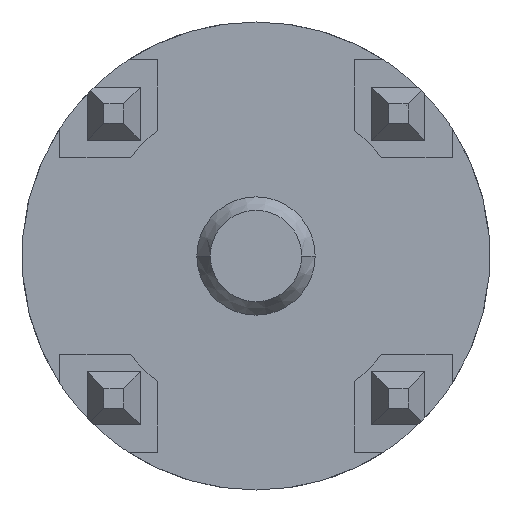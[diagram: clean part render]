
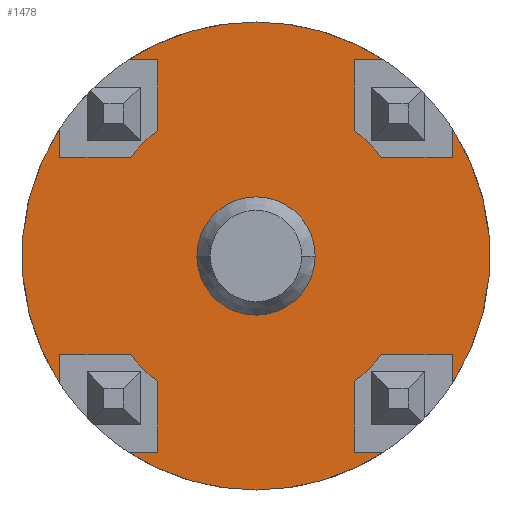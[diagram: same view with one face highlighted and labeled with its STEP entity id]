
A CAD part, left-side view. The second image highlights one B-rep face of the part: STEP entity #1478.
In plain terms, the highlighted planar face has unit normal (-1, 0, 0).
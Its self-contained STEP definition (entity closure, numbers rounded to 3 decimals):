
#52=DIRECTION('',(0.,0.,-1.));
#53=VECTOR('',#52,1.257);
#54=CARTESIAN_POINT('',(0.57,1.75,-2.243));
#55=LINE('',#54,#53);
#60=CARTESIAN_POINT('',(0.57,0.,0.));
#61=DIRECTION('',(1.,0.,0.));
#62=DIRECTION('',(0.,0.615,-0.788));
#63=AXIS2_PLACEMENT_3D('',#60,#61,#62);
#65=DIRECTION('',(0.,-1.,0.));
#66=VECTOR('',#65,1.257);
#67=CARTESIAN_POINT('',(0.57,3.5,1.75));
#68=LINE('',#67,#66);
#69=DIRECTION('',(0.,-1.,0.));
#70=VECTOR('',#69,0.526);
#71=CARTESIAN_POINT('',(0.57,2.276,3.5));
#72=LINE('',#71,#70);
#73=CARTESIAN_POINT('',(0.57,0.,0.));
#74=DIRECTION('',(1.,0.,0.));
#75=DIRECTION('',(0.,0.545,0.838));
#76=AXIS2_PLACEMENT_3D('',#73,#74,#75);
#78=CARTESIAN_POINT('',(0.57,0.,0.));
#79=DIRECTION('',(1.,0.,0.));
#80=DIRECTION('',(0.,0.,1.));
#81=AXIS2_PLACEMENT_3D('',#78,#79,#80);
#83=DIRECTION('',(0.,-1.,0.));
#84=VECTOR('',#83,0.526);
#85=CARTESIAN_POINT('',(0.57,-1.75,3.5));
#86=LINE('',#85,#84);
#87=DIRECTION('',(0.,0.,-1.));
#88=VECTOR('',#87,1.257);
#89=CARTESIAN_POINT('',(0.57,-1.75,3.5));
#90=LINE('',#89,#88);
#91=DIRECTION('',(0.,-1.,0.));
#92=VECTOR('',#91,1.257);
#93=CARTESIAN_POINT('',(0.57,-2.243,1.75));
#94=LINE('',#93,#92);
#95=DIRECTION('',(0.,0.,-1.));
#96=VECTOR('',#95,0.526);
#97=CARTESIAN_POINT('',(0.57,-3.5,2.276));
#98=LINE('',#97,#96);
#99=CARTESIAN_POINT('',(0.57,0.,0.));
#100=DIRECTION('',(1.,0.,0.));
#101=DIRECTION('',(0.,-0.838,0.545));
#102=AXIS2_PLACEMENT_3D('',#99,#100,#101);
#104=DIRECTION('',(0.,0.,-1.));
#105=VECTOR('',#104,0.526);
#106=CARTESIAN_POINT('',(0.57,-3.5,-1.75));
#107=LINE('',#106,#105);
#108=DIRECTION('',(0.,0.,-1.));
#109=VECTOR('',#108,1.257);
#110=CARTESIAN_POINT('',(0.57,-1.75,-2.243));
#111=LINE('',#110,#109);
#112=DIRECTION('',(0.,1.,0.));
#113=VECTOR('',#112,0.526);
#114=CARTESIAN_POINT('',(0.57,-2.276,-3.5));
#115=LINE('',#114,#113);
#116=CARTESIAN_POINT('',(0.57,0.,0.));
#117=DIRECTION('',(1.,0.,0.));
#118=DIRECTION('',(0.,-0.545,-0.838));
#119=AXIS2_PLACEMENT_3D('',#116,#117,#118);
#121=CARTESIAN_POINT('',(0.57,0.,0.));
#122=DIRECTION('',(1.,0.,0.));
#123=DIRECTION('',(0.,0.,-1.));
#124=AXIS2_PLACEMENT_3D('',#121,#122,#123);
#126=DIRECTION('',(0.,1.,0.));
#127=VECTOR('',#126,0.526);
#128=CARTESIAN_POINT('',(0.57,1.75,-3.5));
#129=LINE('',#128,#127);
#130=DIRECTION('',(0.,0.,1.));
#131=VECTOR('',#130,0.526);
#132=CARTESIAN_POINT('',(0.57,3.5,-2.276));
#133=LINE('',#132,#131);
#134=CARTESIAN_POINT('',(0.57,0.,0.));
#135=DIRECTION('',(1.,0.,0.));
#136=DIRECTION('',(0.,0.838,-0.545));
#137=AXIS2_PLACEMENT_3D('',#134,#135,#136);
#139=DIRECTION('',(0.,0.,1.));
#140=VECTOR('',#139,0.526);
#141=CARTESIAN_POINT('',(0.57,3.5,1.75));
#142=LINE('',#141,#140);
#143=CARTESIAN_POINT('',(0.57,0.,0.));
#144=DIRECTION('',(-1.,0.,0.));
#145=DIRECTION('',(0.,1.,0.));
#146=AXIS2_PLACEMENT_3D('',#143,#144,#145);
#148=CARTESIAN_POINT('',(0.57,0.,0.));
#149=DIRECTION('',(-1.,0.,0.));
#150=DIRECTION('',(0.,-1.,0.));
#151=AXIS2_PLACEMENT_3D('',#148,#149,#150);
#161=CARTESIAN_POINT('',(0.57,0.,0.));
#162=DIRECTION('',(1.,0.,0.));
#163=DIRECTION('',(0.,0.788,0.615));
#164=AXIS2_PLACEMENT_3D('',#161,#162,#163);
#580=DIRECTION('',(0.,-1.,0.));
#581=VECTOR('',#580,1.257);
#582=CARTESIAN_POINT('',(0.57,-2.243,-1.75));
#583=LINE('',#582,#581);
#588=CARTESIAN_POINT('',(0.57,0.,0.));
#589=DIRECTION('',(1.,0.,0.));
#590=DIRECTION('',(0.,-0.788,-0.615));
#591=AXIS2_PLACEMENT_3D('',#588,#589,#590);
#734=CARTESIAN_POINT('',(0.57,0.,0.));
#735=DIRECTION('',(1.,0.,0.));
#736=DIRECTION('',(0.,-0.615,0.788));
#737=AXIS2_PLACEMENT_3D('',#734,#735,#736);
#911=DIRECTION('',(0.,-1.,0.));
#912=VECTOR('',#911,1.257);
#913=CARTESIAN_POINT('',(0.57,3.5,-1.75));
#914=LINE('',#913,#912);
#1001=DIRECTION('',(0.,0.,-1.));
#1002=VECTOR('',#1001,1.257);
#1003=CARTESIAN_POINT('',(0.57,1.75,3.5));
#1004=LINE('',#1003,#1002);
#1190=CARTESIAN_POINT('',(0.57,0.,-4.175));
#1192=VERTEX_POINT('',#1190);
#1194=CARTESIAN_POINT('',(0.57,0.,4.175));
#1196=VERTEX_POINT('',#1194);
#1233=CARTESIAN_POINT('',(0.57,-1.75,3.5));
#1234=VERTEX_POINT('',#1233);
#1235=CARTESIAN_POINT('',(0.57,-1.75,-3.5));
#1236=VERTEX_POINT('',#1235);
#1237=CARTESIAN_POINT('',(0.57,1.75,3.5));
#1238=VERTEX_POINT('',#1237);
#1239=CARTESIAN_POINT('',(0.57,1.75,-3.5));
#1240=VERTEX_POINT('',#1239);
#1241=CARTESIAN_POINT('',(0.57,-3.5,1.75));
#1242=VERTEX_POINT('',#1241);
#1243=CARTESIAN_POINT('',(0.57,3.5,1.75));
#1244=VERTEX_POINT('',#1243);
#1245=CARTESIAN_POINT('',(0.57,-3.5,-1.75));
#1246=VERTEX_POINT('',#1245);
#1247=CARTESIAN_POINT('',(0.57,3.5,-1.75));
#1248=VERTEX_POINT('',#1247);
#1249=CARTESIAN_POINT('',(0.57,-2.276,3.5));
#1250=VERTEX_POINT('',#1249);
#1251=CARTESIAN_POINT('',(0.57,-3.5,2.276));
#1252=VERTEX_POINT('',#1251);
#1253=CARTESIAN_POINT('',(0.57,-3.5,-2.276));
#1254=VERTEX_POINT('',#1253);
#1255=CARTESIAN_POINT('',(0.57,-2.276,-3.5));
#1256=VERTEX_POINT('',#1255);
#1257=CARTESIAN_POINT('',(0.57,2.276,3.5));
#1258=VERTEX_POINT('',#1257);
#1259=CARTESIAN_POINT('',(0.57,2.276,-3.5));
#1260=VERTEX_POINT('',#1259);
#1261=CARTESIAN_POINT('',(0.57,3.5,-2.276));
#1262=VERTEX_POINT('',#1261);
#1263=CARTESIAN_POINT('',(0.57,3.5,2.276));
#1264=VERTEX_POINT('',#1263);
#1269=CARTESIAN_POINT('',(0.57,-1.75,2.243));
#1270=CARTESIAN_POINT('',(0.57,-2.243,1.75));
#1271=VERTEX_POINT('',#1269);
#1272=VERTEX_POINT('',#1270);
#1273=CARTESIAN_POINT('',(0.57,-2.243,-1.75));
#1274=CARTESIAN_POINT('',(0.57,-1.75,-2.243));
#1275=VERTEX_POINT('',#1273);
#1276=VERTEX_POINT('',#1274);
#1277=CARTESIAN_POINT('',(0.57,1.75,-2.243));
#1278=CARTESIAN_POINT('',(0.57,2.243,-1.75));
#1279=VERTEX_POINT('',#1277);
#1280=VERTEX_POINT('',#1278);
#1281=CARTESIAN_POINT('',(0.57,2.243,1.75));
#1282=CARTESIAN_POINT('',(0.57,1.75,2.243));
#1283=VERTEX_POINT('',#1281);
#1284=VERTEX_POINT('',#1282);
#1335=CARTESIAN_POINT('',(0.57,1.055,0.));
#1336=CARTESIAN_POINT('',(0.57,-1.055,0.));
#1337=VERTEX_POINT('',#1335);
#1338=VERTEX_POINT('',#1336);
#1416=CARTESIAN_POINT('',(0.57,-1.75,5.01));
#1417=DIRECTION('',(1.,0.,0.));
#1418=DIRECTION('',(0.,1.,0.));
#1419=AXIS2_PLACEMENT_3D('',#1416,#1417,#1418);
#1420=PLANE('',#1419);
#1422=ORIENTED_EDGE('',*,*,#1421,.T.);
#1424=ORIENTED_EDGE('',*,*,#1423,.T.);
#1426=ORIENTED_EDGE('',*,*,#1425,.F.);
#1428=ORIENTED_EDGE('',*,*,#1427,.F.);
#1430=ORIENTED_EDGE('',*,*,#1429,.T.);
#1432=ORIENTED_EDGE('',*,*,#1431,.T.);
#1434=ORIENTED_EDGE('',*,*,#1433,.F.);
#1436=ORIENTED_EDGE('',*,*,#1435,.T.);
#1438=ORIENTED_EDGE('',*,*,#1437,.T.);
#1440=ORIENTED_EDGE('',*,*,#1439,.T.);
#1442=ORIENTED_EDGE('',*,*,#1441,.F.);
#1444=ORIENTED_EDGE('',*,*,#1443,.T.);
#1446=ORIENTED_EDGE('',*,*,#1445,.F.);
#1448=ORIENTED_EDGE('',*,*,#1447,.F.);
#1450=ORIENTED_EDGE('',*,*,#1449,.T.);
#1452=ORIENTED_EDGE('',*,*,#1451,.T.);
#1454=ORIENTED_EDGE('',*,*,#1453,.F.);
#1456=ORIENTED_EDGE('',*,*,#1455,.T.);
#1458=ORIENTED_EDGE('',*,*,#1457,.T.);
#1459=ORIENTED_EDGE('',*,*,#1381,.F.);
#1460=ORIENTED_EDGE('',*,*,#1395,.F.);
#1461=ORIENTED_EDGE('',*,*,#1407,.T.);
#1463=ORIENTED_EDGE('',*,*,#1462,.F.);
#1465=ORIENTED_EDGE('',*,*,#1464,.F.);
#1467=ORIENTED_EDGE('',*,*,#1466,.T.);
#1469=ORIENTED_EDGE('',*,*,#1468,.F.);
#1470=EDGE_LOOP('',(#1422,#1424,#1426,#1428,#1430,#1432,#1434,#1436,#1438,#1440,
#1442,#1444,#1446,#1448,#1450,#1452,#1454,#1456,#1458,#1459,#1460,#1461,#1463,
#1465,#1467,#1469));
#1471=FACE_OUTER_BOUND('',#1470,.F.);
#1473=ORIENTED_EDGE('',*,*,#1472,.T.);
#1475=ORIENTED_EDGE('',*,*,#1474,.T.);
#1476=EDGE_LOOP('',(#1473,#1475));
#1477=FACE_BOUND('',#1476,.F.);
#1478=ADVANCED_FACE('',(#1471,#1477),#1420,.F.);
#64=CIRCLE('',#63,2.845);
#77=CIRCLE('',#76,4.175);
#82=CIRCLE('',#81,4.175);
#103=CIRCLE('',#102,4.175);
#120=CIRCLE('',#119,4.175);
#125=CIRCLE('',#124,4.175);
#138=CIRCLE('',#137,4.175);
#147=CIRCLE('',#146,1.055);
#152=CIRCLE('',#151,1.055);
#165=CIRCLE('',#164,2.845);
#592=CIRCLE('',#591,2.845);
#738=CIRCLE('',#737,2.845);
#1381=EDGE_CURVE('',#1240,#1260,#129,.T.);
#1395=EDGE_CURVE('',#1279,#1240,#55,.T.);
#1407=EDGE_CURVE('',#1279,#1280,#64,.T.);
#1421=EDGE_CURVE('',#1244,#1283,#68,.T.);
#1423=EDGE_CURVE('',#1283,#1284,#165,.T.);
#1425=EDGE_CURVE('',#1238,#1284,#1004,.T.);
#1427=EDGE_CURVE('',#1258,#1238,#72,.T.);
#1429=EDGE_CURVE('',#1258,#1196,#77,.T.);
#1431=EDGE_CURVE('',#1196,#1250,#82,.T.);
#1433=EDGE_CURVE('',#1234,#1250,#86,.T.);
#1435=EDGE_CURVE('',#1234,#1271,#90,.T.);
#1437=EDGE_CURVE('',#1271,#1272,#738,.T.);
#1439=EDGE_CURVE('',#1272,#1242,#94,.T.);
#1441=EDGE_CURVE('',#1252,#1242,#98,.T.);
#1443=EDGE_CURVE('',#1252,#1254,#103,.T.);
#1445=EDGE_CURVE('',#1246,#1254,#107,.T.);
#1447=EDGE_CURVE('',#1275,#1246,#583,.T.);
#1449=EDGE_CURVE('',#1275,#1276,#592,.T.);
#1451=EDGE_CURVE('',#1276,#1236,#111,.T.);
#1453=EDGE_CURVE('',#1256,#1236,#115,.T.);
#1455=EDGE_CURVE('',#1256,#1192,#120,.T.);
#1457=EDGE_CURVE('',#1192,#1260,#125,.T.);
#1462=EDGE_CURVE('',#1248,#1280,#914,.T.);
#1464=EDGE_CURVE('',#1262,#1248,#133,.T.);
#1466=EDGE_CURVE('',#1262,#1264,#138,.T.);
#1468=EDGE_CURVE('',#1244,#1264,#142,.T.);
#1472=EDGE_CURVE('',#1337,#1338,#147,.T.);
#1474=EDGE_CURVE('',#1338,#1337,#152,.T.);
